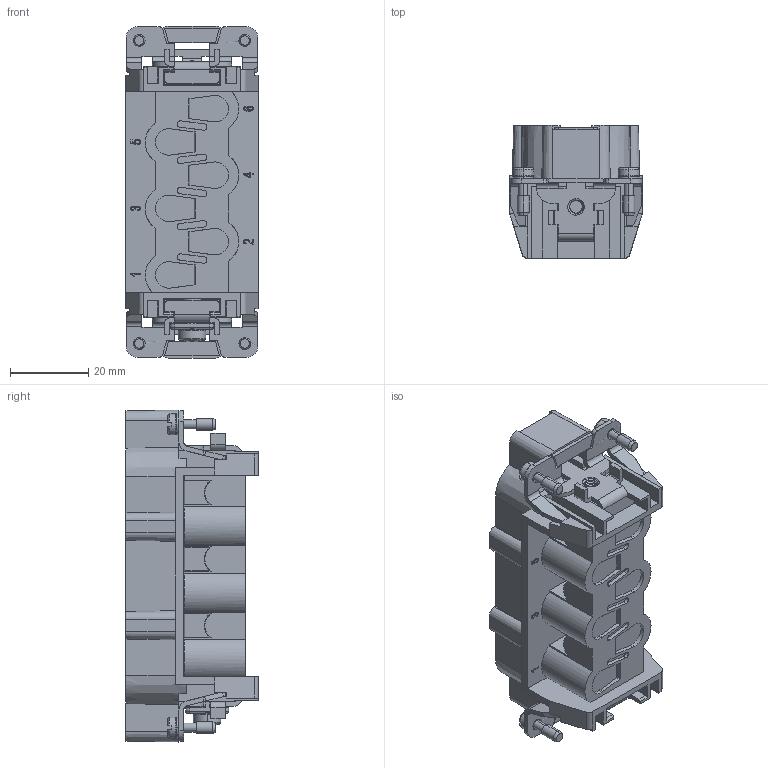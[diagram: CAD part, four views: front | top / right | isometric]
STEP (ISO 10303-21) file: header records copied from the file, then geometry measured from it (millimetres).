
FILE_DESCRIPTION (( 'STEP AP203' ), '1' );
FILE_NAME ('ZP-MC16B-1-MS006.STEP', '2023-07-06T19:30:19', ( '' ), ( '' ), 'SwSTEP 2.0', 'SolidWorks 2021', '' );
FILE_SCHEMA (( 'CONFIG_CONTROL_DESIGN' ));
Length unit declared in the file: inch
Products named in the file (1): ZP-MC16B-1-MS006
Bounding box: 33.8 x 33.9 x 84.87 mm (x, y, z)
Volume: 31732.4 mm3; surface area: 26956.2 mm2
Topology: 13 solids, 13 shells, 1301 faces, 3478 edges, 2223 vertices
Faces by surface type: plane 737, cylinder 300, cone 147, bspline 115, torus 2
Entity records: 50453 total; most frequent: CARTESIAN_POINT 18498, ORIENTED_EDGE 6912, DIRECTION 6285, EDGE_CURVE 3456, VECTOR 2233, LINE 2233, VERTEX_POINT 2223, AXIS2_PLACEMENT_3D 2026
